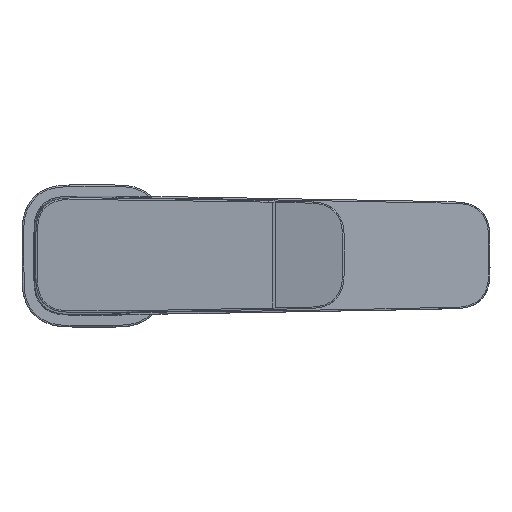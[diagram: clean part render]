
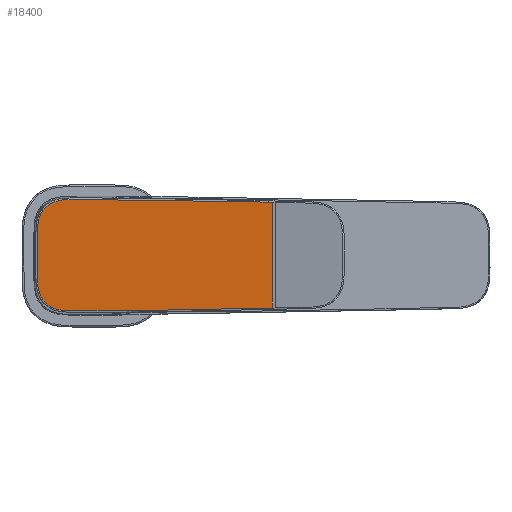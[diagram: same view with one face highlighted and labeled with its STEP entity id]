
A CAD part, top view. The second image highlights one B-rep face of the part: STEP entity #18400.
In plain terms, the highlighted face is planar.
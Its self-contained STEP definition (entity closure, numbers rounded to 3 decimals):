
#4127=ORIENTED_EDGE('',*,*,#9784,.F.);
#4128=ORIENTED_EDGE('',*,*,#9785,.F.);
#4129=ORIENTED_EDGE('',*,*,#9786,.T.);
#4130=ORIENTED_EDGE('',*,*,#9787,.F.);
#9784=EDGE_CURVE('',#12626,#12627,#14618,.F.);
#9785=EDGE_CURVE('',#12628,#12626,#14619,.F.);
#9786=EDGE_CURVE('',#12628,#12629,#14620,.T.);
#9787=EDGE_CURVE('',#12627,#12629,#14621,.F.);
#12626=VERTEX_POINT('',#33510);
#12627=VERTEX_POINT('',#33511);
#12628=VERTEX_POINT('',#33518);
#12629=VERTEX_POINT('',#33523);
#14618=B_SPLINE_CURVE_WITH_KNOTS('',3,(#33455,#33456,#33457,#33458,#33459,
#33460,#33461,#33462,#33463,#33464,#33465,#33466,#33467,#33468,#33469,#33470,
#33471,#33472,#33473,#33474,#33475,#33476,#33477,#33478,#33479,#33480,#33481,
#33482,#33483,#33484,#33485,#33486,#33487,#33488,#33489,#33490,#33491,#33492,
#33493,#33494,#33495,#33496,#33497,#33498,#33499,#33500,#33501,#33502,#33503,
#33504,#33505,#33506,#33507,#33508,#33509),.UNSPECIFIED.,.F.,.F.,(4,1,1,
1,1,1,1,1,1,1,1,1,1,1,1,1,1,1,1,1,1,1,1,1,1,1,1,1,1,1,1,1,1,1,1,1,1,1,1,
1,1,1,1,1,1,1,1,1,1,1,1,1,4),(-181.363,-173.079,-164.795,
-156.511,-148.227,-139.942,-135.8,
-131.658,-127.516,-123.374,-121.303,
-119.232,-118.196,-117.679,-117.161,
-116.125,-115.09,-114.054,-113.537,
-113.019,-112.501,-111.983,-110.948,
-108.877,-106.806,-104.735,-102.664,
-98.522,-94.38,-90.237,-86.095,
-84.024,-81.953,-80.918,-79.882,
-79.365,-78.847,-77.811,-77.293,
-76.776,-76.258,-75.74,-74.705,
-73.669,-73.151,-72.634,-71.598,
-69.527,-65.385,-61.243,-57.101,
-52.959,-48.817),.UNSPECIFIED.);
#14619=B_SPLINE_CURVE_WITH_KNOTS('',3,(#33512,#33513,#33514,#33515,#33516,
#33517),.UNSPECIFIED.,.F.,.F.,(4,1,1,4),(-48.817,-36.814,
-24.811,-0.805),.UNSPECIFIED.);
#14620=B_SPLINE_CURVE_WITH_KNOTS('',3,(#33519,#33520,#33521,#33522),
 .UNSPECIFIED.,.F.,.F.,(4,4),(0.,1.),.UNSPECIFIED.);
#14621=B_SPLINE_CURVE_WITH_KNOTS('',3,(#33524,#33525,#33526,#33527),
 .UNSPECIFIED.,.F.,.F.,(4,4),(-8.776,0.),.UNSPECIFIED.);
#15491=EDGE_LOOP('',(#4127,#4128,#4129,#4130));
#16684=FACE_BOUND('',#15491,.T.);
#17831=PLANE('',#19514);
#18400=ADVANCED_FACE('',(#16684),#17831,.T.);
#19514=AXIS2_PLACEMENT_3D('',#33454,#21111,#21112);
#21111=DIRECTION('',(0.,-0.122,0.993));
#21112=DIRECTION('',(-1.,0.,0.));
#33454=CARTESIAN_POINT('',(21.688,122.716,173.605));
#33455=CARTESIAN_POINT('',(-18.042,51.788,164.896));
#33456=CARTESIAN_POINT('',(-18.099,49.048,164.559));
#33457=CARTESIAN_POINT('',(-18.211,43.568,163.886));
#33458=CARTESIAN_POINT('',(-18.372,35.347,162.877));
#33459=CARTESIAN_POINT('',(-18.515,27.127,161.868));
#33460=CARTESIAN_POINT('',(-18.65,18.904,160.858));
#33461=CARTESIAN_POINT('',(-18.756,12.058,160.018));
#33462=CARTESIAN_POINT('',(-18.794,6.578,159.345));
#33463=CARTESIAN_POINT('',(-18.816,2.468,158.84));
#33464=CARTESIAN_POINT('',(-18.829,-1.642,158.335));
#33465=CARTESIAN_POINT('',(-18.826,-5.068,157.915));
#33466=CARTESIAN_POINT('',(-18.831,-7.805,157.579));
#33467=CARTESIAN_POINT('',(-18.752,-9.532,157.367));
#33468=CARTESIAN_POINT('',(-18.595,-10.727,157.22));
#33469=CARTESIAN_POINT('',(-18.477,-11.375,157.14));
#33470=CARTESIAN_POINT('',(-18.319,-12.087,157.053));
#33471=CARTESIAN_POINT('',(-18.066,-12.933,156.949));
#33472=CARTESIAN_POINT('',(-17.712,-13.818,156.84));
#33473=CARTESIAN_POINT('',(-17.287,-14.605,156.744));
#33474=CARTESIAN_POINT('',(-16.924,-15.149,156.677));
#33475=CARTESIAN_POINT('',(-16.592,-15.582,156.624));
#33476=CARTESIAN_POINT('',(-16.267,-15.951,156.578));
#33477=CARTESIAN_POINT('',(-15.77,-16.447,156.518));
#33478=CARTESIAN_POINT('',(-14.857,-17.189,156.426));
#33479=CARTESIAN_POINT('',(-13.286,-18.02,156.324));
#33480=CARTESIAN_POINT('',(-11.327,-18.562,156.258));
#33481=CARTESIAN_POINT('',(-9.257,-18.817,156.227));
#33482=CARTESIAN_POINT('',(-6.502,-18.882,156.219));
#33483=CARTESIAN_POINT('',(-3.049,-18.869,156.22));
#33484=CARTESIAN_POINT('',(1.092,-18.883,156.218));
#33485=CARTESIAN_POINT('',(5.237,-18.857,156.222));
#33486=CARTESIAN_POINT('',(8.68,-18.893,156.217));
#33487=CARTESIAN_POINT('',(11.439,-18.542,156.26));
#33488=CARTESIAN_POINT('',(13.07,-18.067,156.319));
#33489=CARTESIAN_POINT('',(14.327,-17.474,156.391));
#33490=CARTESIAN_POINT('',(15.069,-16.999,156.45));
#33491=CARTESIAN_POINT('',(15.587,-16.594,156.499));
#33492=CARTESIAN_POINT('',(16.117,-16.119,156.558));
#33493=CARTESIAN_POINT('',(16.557,-15.638,156.617));
#33494=CARTESIAN_POINT('',(16.992,-15.052,156.689));
#33495=CARTESIAN_POINT('',(17.252,-14.649,156.738));
#33496=CARTESIAN_POINT('',(17.516,-14.183,156.796));
#33497=CARTESIAN_POINT('',(17.808,-13.581,156.869));
#33498=CARTESIAN_POINT('',(18.104,-12.826,156.962));
#33499=CARTESIAN_POINT('',(18.35,-11.965,157.068));
#33500=CARTESIAN_POINT('',(18.498,-11.269,157.153));
#33501=CARTESIAN_POINT('',(18.612,-10.614,157.234));
#33502=CARTESIAN_POINT('',(18.761,-9.418,157.381));
#33503=CARTESIAN_POINT('',(18.855,-7.003,157.677));
#33504=CARTESIAN_POINT('',(18.821,-3.586,158.097));
#33505=CARTESIAN_POINT('',(18.826,0.527,158.602));
#33506=CARTESIAN_POINT('',(18.806,4.636,159.106));
#33507=CARTESIAN_POINT('',(18.779,8.746,159.611));
#33508=CARTESIAN_POINT('',(18.756,11.486,159.947));
#33509=CARTESIAN_POINT('',(18.741,12.855,160.115));
#33510=CARTESIAN_POINT('',(18.741,12.855,160.115));
#33511=CARTESIAN_POINT('',(-18.042,51.788,164.896));
#33512=CARTESIAN_POINT('',(18.741,12.855,160.115));
#33513=CARTESIAN_POINT('',(18.697,16.823,160.603));
#33514=CARTESIAN_POINT('',(18.546,24.766,161.578));
#33515=CARTESIAN_POINT('',(18.286,40.645,163.528));
#33516=CARTESIAN_POINT('',(18.028,52.556,164.99));
#33517=CARTESIAN_POINT('',(17.858,60.496,165.965));
#33518=CARTESIAN_POINT('',(17.858,60.496,165.966));
#33519=CARTESIAN_POINT('',(17.858,60.496,165.965));
#33520=CARTESIAN_POINT('',(5.953,60.496,165.965));
#33521=CARTESIAN_POINT('',(-5.953,60.496,165.965));
#33522=CARTESIAN_POINT('',(-17.858,60.496,165.965));
#33523=CARTESIAN_POINT('',(-17.858,60.496,165.965));
#33524=CARTESIAN_POINT('',(-17.858,60.496,165.965));
#33525=CARTESIAN_POINT('',(-17.921,57.593,165.609));
#33526=CARTESIAN_POINT('',(-17.982,54.691,165.252));
#33527=CARTESIAN_POINT('',(-18.042,51.788,164.896));
